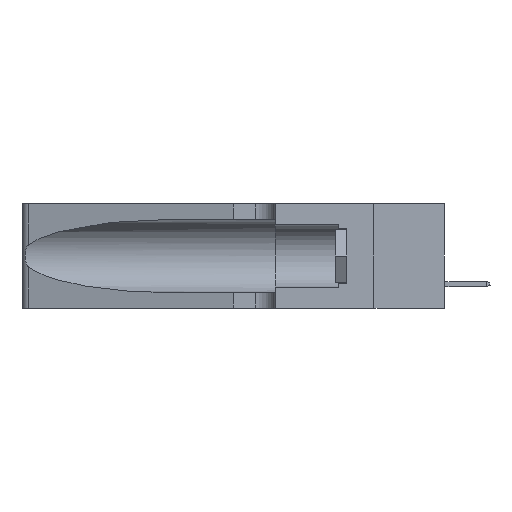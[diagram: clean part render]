
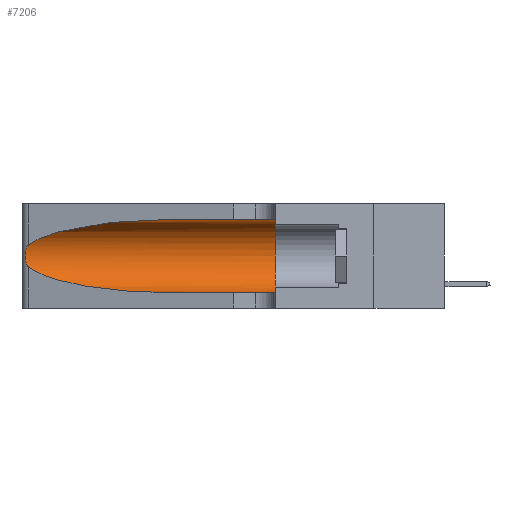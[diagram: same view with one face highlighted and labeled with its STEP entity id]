
A CAD part, left-side view. The second image highlights one B-rep face of the part: STEP entity #7206.
In plain terms, the highlighted cylindrical face has radius 3.308 mm (diameter 6.617 mm), a partial arc.
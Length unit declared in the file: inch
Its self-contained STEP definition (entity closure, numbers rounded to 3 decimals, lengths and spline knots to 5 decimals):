
#876 = ORIENTED_EDGE ( 'NONE', *, *, #6573, .T. ) ;
#1297 = CARTESIAN_POINT ( 'NONE',  ( 0.25639, 1.23184, 0.21858 ) ) ;
#1418 = CARTESIAN_POINT ( 'NONE',  ( 0.25854, 1.2359, 0.20912 ) ) ;
#1526 = CARTESIAN_POINT ( 'NONE',  ( 0.26017, 1.23833, 0.17102 ) ) ;
#2174 = CARTESIAN_POINT ( 'NONE',  ( 0.25487, 1.22718, 0.22369 ) ) ;
#2625 =( BOUNDED_CURVE ( )  B_SPLINE_CURVE ( 3, ( #15639, #12814, #31711, #13176 ),
 .UNSPECIFIED., .F., .F. ) 
 B_SPLINE_CURVE_WITH_KNOTS ( ( 4, 4 ),
 ( 3.44316, 4.71239 ),
 .UNSPECIFIED. ) 
 CURVE ( )  GEOMETRIC_REPRESENTATION_ITEM ( )  RATIONAL_B_SPLINE_CURVE ( ( 1., 0.87, 0.87, 1. ) ) 
 REPRESENTATION_ITEM ( '' )  );
#3005 = CARTESIAN_POINT ( 'NONE',  ( 0.1305, 1.61858, 0.31525 ) ) ;
#3582 = CARTESIAN_POINT ( 'NONE',  ( 0.25487, 1.22718, 0.22369 ) ) ;
#4246 = CARTESIAN_POINT ( 'NONE',  ( 0.25555, 1.22993, 0.14849 ) ) ;
#4673 = DIRECTION ( 'NONE',  ( 0., -1., 0. ) ) ;
#5124 = CARTESIAN_POINT ( 'NONE',  ( 0.25487, 1.22718, 0.14631 ) ) ;
#6573 = EDGE_CURVE ( 'NONE', #19796, #30667, #2625, .T. ) ;
#6643 = CARTESIAN_POINT ( 'NONE',  ( 0.25555, 1.22994, 0.2215 ) ) ;
#6760 = CARTESIAN_POINT ( 'NONE',  ( 0.26075, 1.23896, 0.19203 ) ) ;
#7047 = CYLINDRICAL_SURFACE ( 'NONE', #34590, 0.13025 ) ;
#7206 = ADVANCED_FACE ( 'NONE', ( #22281 ), #7047, .F. ) ;
#7510 = CARTESIAN_POINT ( 'NONE',  ( 0.1305, 0.72297, 0.31525 ) ) ;
#9251 = CARTESIAN_POINT ( 'NONE',  ( 0.26018, 1.23835, 0.19895 ) ) ;
#11157 = DIRECTION ( 'NONE',  ( 0., -1., 0. ) ) ;
#11200 = ORIENTED_EDGE ( 'NONE', *, *, #26655, .F. ) ;
#11837 = EDGE_LOOP ( 'NONE', ( #30415, #31923, #876, #19012, #11200, #15187 ) ) ;
#12814 = CARTESIAN_POINT ( 'NONE',  ( 0.2373, 1.15595, 0.08982 ) ) ;
#13176 = CARTESIAN_POINT ( 'NONE',  ( 0.1305, 0.72297, 0.05475 ) ) ;
#13756 = CARTESIAN_POINT ( 'NONE',  ( 0.1305, 0.72297, 0.05475 ) ) ;
#14919 = CARTESIAN_POINT ( 'NONE',  ( 0.25487, 1.22718, 0.14631 ) ) ;
#15125 = CARTESIAN_POINT ( 'NONE',  ( 0.1305, 1.61858, 0.05475 ) ) ;
#15187 = ORIENTED_EDGE ( 'NONE', *, *, #22385, .F. ) ;
#15375 = EDGE_CURVE ( 'NONE', #29693, #22520, #18895, .T. ) ;
#15639 = CARTESIAN_POINT ( 'NONE',  ( 0.25487, 1.22718, 0.14631 ) ) ;
#15900 = CARTESIAN_POINT ( 'NONE',  ( 0.18966, 0.96281, 0.31525 ) ) ;
#17599 = DIRECTION ( 'NONE',  ( 0., -1., 0. ) ) ;
#18741 = CARTESIAN_POINT ( 'NONE',  ( 0.1305, 0.35, 0.185 ) ) ;
#18895 =( BOUNDED_CURVE ( )  B_SPLINE_CURVE ( 3, ( #7510, #15900, #34704, #2174 ),
 .UNSPECIFIED., .F., .F. ) 
 B_SPLINE_CURVE_WITH_KNOTS ( ( 4, 4 ),
 ( 1.5708, 2.84003 ),
 .UNSPECIFIED. ) 
 CURVE ( )  GEOMETRIC_REPRESENTATION_ITEM ( )  RATIONAL_B_SPLINE_CURVE ( ( 1., 0.87, 0.87, 1. ) ) 
 REPRESENTATION_ITEM ( '' )  );
#19012 = ORIENTED_EDGE ( 'NONE', *, *, #21475, .T. ) ;
#19796 = VERTEX_POINT ( 'NONE', #5124 ) ;
#20173 = EDGE_CURVE ( 'NONE', #22520, #19796, #22556, .T. ) ;
#20746 = CARTESIAN_POINT ( 'NONE',  ( 0.1305, 0.72297, 0.31525 ) ) ;
#20865 = DIRECTION ( 'NONE',  ( 0., 1., 0. ) ) ;
#21024 = LINE ( 'NONE', #15125, #31617 ) ;
#21475 = EDGE_CURVE ( 'NONE', #30667, #31321, #21024, .T. ) ;
#21498 = CIRCLE ( 'NONE', #32416, 0.13025 ) ;
#22281 = FACE_OUTER_BOUND ( 'NONE', #11837, .T. ) ;
#22385 = EDGE_CURVE ( 'NONE', #29693, #28447, #33664, .T. ) ;
#22520 = VERTEX_POINT ( 'NONE', #3582 ) ;
#22556 = B_SPLINE_CURVE_WITH_KNOTS ( 'NONE', 3,
 ( #30894, #6643, #1297, #25402, #1418, #9251, #6760, #34056, #1526, #33940, #28373, #28265, #4246, #14919 ),
 .UNSPECIFIED., .F., .F.,
 ( 4, 2, 2, 2, 2, 2, 4 ),
 ( 0., 0.00027, 0.00053, 0.00107, 0.0016, 0.00187, 0.00214 ),
 .UNSPECIFIED. ) ;
#25402 = CARTESIAN_POINT ( 'NONE',  ( 0.25787, 1.23484, 0.2124 ) ) ;
#26386 = DIRECTION ( 'NONE',  ( 0., 0., 1. ) ) ;
#26655 = EDGE_CURVE ( 'NONE', #28447, #31321, #21498, .T. ) ;
#28265 = CARTESIAN_POINT ( 'NONE',  ( 0.25639, 1.23186, 0.15144 ) ) ;
#28373 = CARTESIAN_POINT ( 'NONE',  ( 0.25789, 1.23486, 0.15765 ) ) ;
#28447 = VERTEX_POINT ( 'NONE', #28968 ) ;
#28968 = CARTESIAN_POINT ( 'NONE',  ( 0.1305, 0.35, 0.31525 ) ) ;
#29693 = VERTEX_POINT ( 'NONE', #20746 ) ;
#30415 = ORIENTED_EDGE ( 'NONE', *, *, #15375, .T. ) ;
#30667 = VERTEX_POINT ( 'NONE', #13756 ) ;
#30894 = CARTESIAN_POINT ( 'NONE',  ( 0.25487, 1.22718, 0.22369 ) ) ;
#31321 = VERTEX_POINT ( 'NONE', #32751 ) ;
#31554 = VECTOR ( 'NONE', #11157, 39.37008 ) ;
#31617 = VECTOR ( 'NONE', #17599, 39.37008 ) ;
#31711 = CARTESIAN_POINT ( 'NONE',  ( 0.18966, 0.96281, 0.05475 ) ) ;
#31869 = CARTESIAN_POINT ( 'NONE',  ( 0.1305, 1.61858, 0.185 ) ) ;
#31923 = ORIENTED_EDGE ( 'NONE', *, *, #20173, .T. ) ;
#32416 = AXIS2_PLACEMENT_3D ( 'NONE', #18741, #20865, #26386 ) ;
#32751 = CARTESIAN_POINT ( 'NONE',  ( 0.1305, 0.35, 0.05475 ) ) ;
#33664 = LINE ( 'NONE', #3005, #31554 ) ;
#33940 = CARTESIAN_POINT ( 'NONE',  ( 0.25856, 1.23593, 0.16098 ) ) ;
#34056 = CARTESIAN_POINT ( 'NONE',  ( 0.26075, 1.23896, 0.178 ) ) ;
#34118 = DIRECTION ( 'NONE',  ( 0., 0., -1. ) ) ;
#34590 = AXIS2_PLACEMENT_3D ( 'NONE', #31869, #4673, #34118 ) ;
#34704 = CARTESIAN_POINT ( 'NONE',  ( 0.2373, 1.15595, 0.28018 ) ) ;
